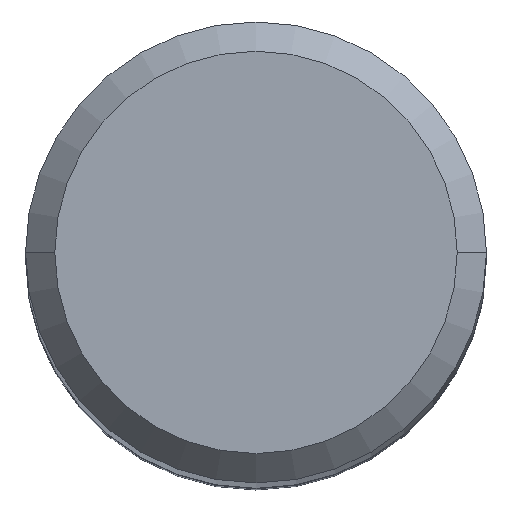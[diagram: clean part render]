
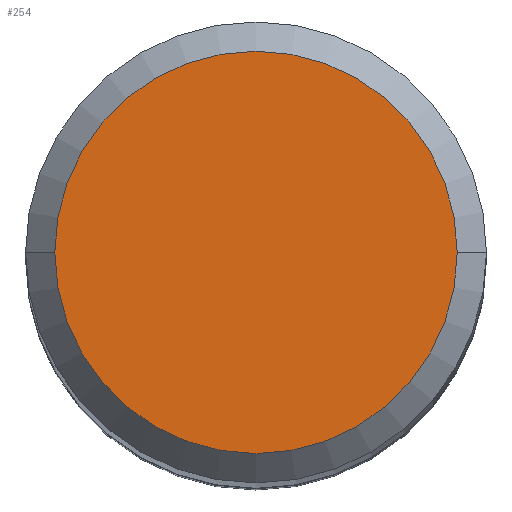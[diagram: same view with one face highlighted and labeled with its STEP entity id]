
A CAD part, top view. The second image highlights one B-rep face of the part: STEP entity #254.
In plain terms, the highlighted planar face has unit normal (0, 0, 1).
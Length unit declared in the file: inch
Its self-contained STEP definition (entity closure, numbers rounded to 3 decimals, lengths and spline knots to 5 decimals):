
#18 = CARTESIAN_POINT ( 'NONE',  ( 0., 0.1375, 0. ) ) ;
#43 = DIRECTION ( 'NONE',  ( -1., 0., 0. ) ) ;
#53 = CIRCLE ( 'NONE', #360, 0.1375 ) ;
#82 = AXIS2_PLACEMENT_3D ( 'NONE', #132, #95, #43 ) ;
#95 = DIRECTION ( 'NONE',  ( 0., 0., -1. ) ) ;
#132 = CARTESIAN_POINT ( 'NONE',  ( 0., 0., 0. ) ) ;
#134 = EDGE_LOOP ( 'NONE', ( #408, #213 ) ) ;
#137 = VERTEX_POINT ( 'NONE', #259 ) ;
#140 = VERTEX_POINT ( 'NONE', #444 ) ;
#191 = DIRECTION ( 'NONE',  ( 0., 0., 1. ) ) ;
#201 = DIRECTION ( 'NONE',  ( -1., 0., 0. ) ) ;
#205 = DIRECTION ( 'NONE',  ( 0., 0., -1. ) ) ;
#213 = ORIENTED_EDGE ( 'NONE', *, *, #547, .F. ) ;
#232 = AXIS2_PLACEMENT_3D ( 'NONE', #18, #191, #367 ) ;
#254 = ADVANCED_FACE ( 'NONE', ( #411 ), #376, .T. ) ;
#259 = CARTESIAN_POINT ( 'NONE',  ( 0.1375, 0., 0. ) ) ;
#360 = AXIS2_PLACEMENT_3D ( 'NONE', #407, #205, #201 ) ;
#367 = DIRECTION ( 'NONE',  ( 1., 0., 0. ) ) ;
#376 = PLANE ( 'NONE',  #232 ) ;
#378 = EDGE_CURVE ( 'NONE', #140, #137, #53, .T. ) ;
#407 = CARTESIAN_POINT ( 'NONE',  ( 0., 0., 0. ) ) ;
#408 = ORIENTED_EDGE ( 'NONE', *, *, #378, .F. ) ;
#411 = FACE_OUTER_BOUND ( 'NONE', #134, .T. ) ;
#444 = CARTESIAN_POINT ( 'NONE',  ( -0.1375, 0., 0. ) ) ;
#476 = CIRCLE ( 'NONE', #82, 0.1375 ) ;
#547 = EDGE_CURVE ( 'NONE', #137, #140, #476, .T. ) ;
